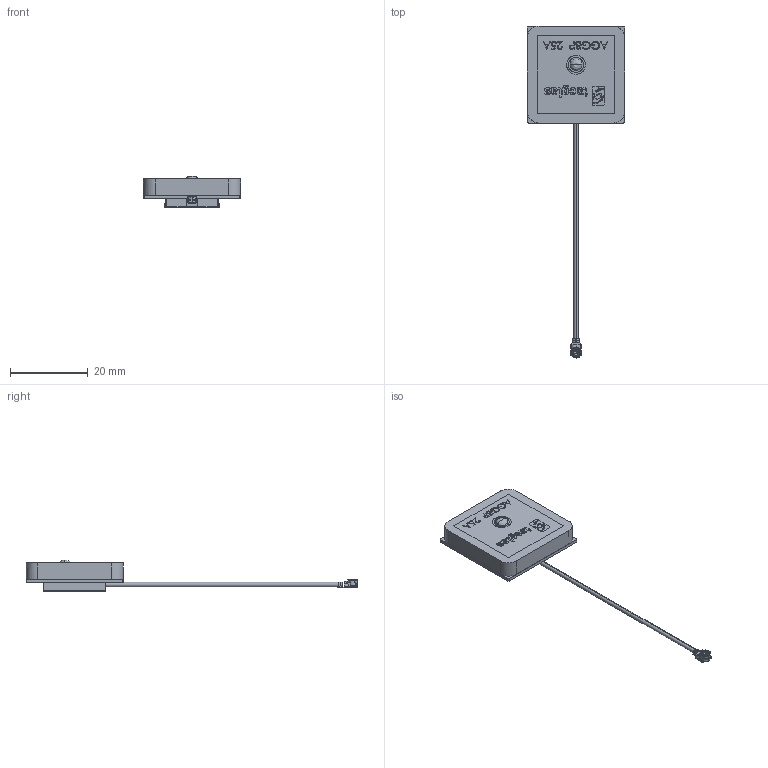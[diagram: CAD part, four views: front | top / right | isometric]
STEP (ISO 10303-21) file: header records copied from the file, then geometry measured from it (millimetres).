
FILE_DESCRIPTION (( 'STEP AP214' ), '1' );
FILE_NAME ('AGGBP.25A.07.0060A_Web.STEP', '2020-01-02T01:22:10', ( '' ), ( '' ), 'SwSTEP 2.0', 'SolidWorks 2017', '' );
FILE_SCHEMA (( 'AUTOMOTIVE_DESIGN' ));
Length unit declared in the file: millimetre
Products named in the file (2): AGGBP.25A.07.0060A_Web
Bounding box: 25 x 85.5 x 8.07 mm (x, y, z)
Surface area: 3085.8 mm2 (no closed solid volume)
Topology: 0 solids, 31 shells, 277 faces, 963 edges, 729 vertices
Faces by surface type: plane 169, cylinder 66, bspline 28, torus 14
Entity records: 15881 total; most frequent: CARTESIAN_POINT 7952, ORIENTED_EDGE 1646, DIRECTION 1017, EDGE_CURVE 961, VERTEX_POINT 729, B_SPLINE_CURVE_WITH_KNOTS 502, LINE 373, VECTOR 373
